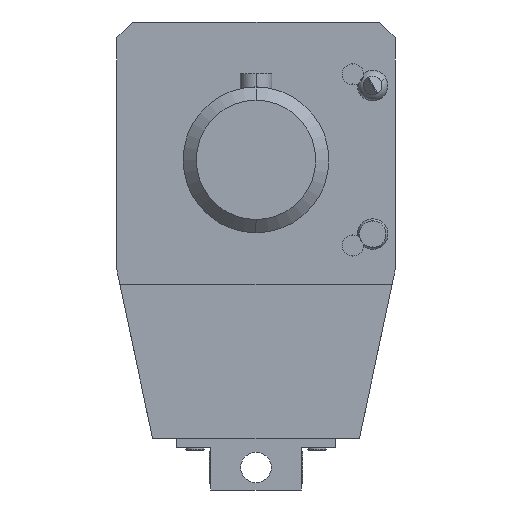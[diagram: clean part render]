
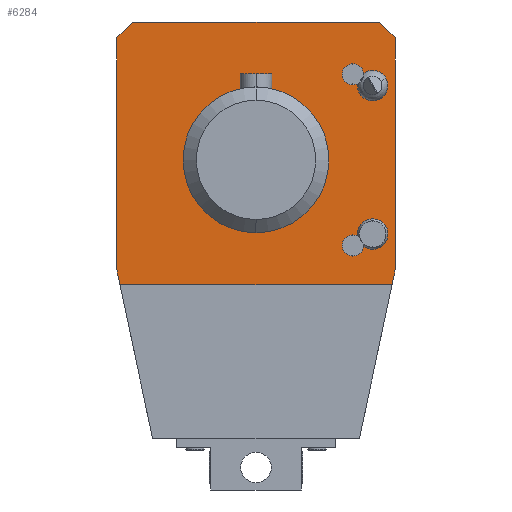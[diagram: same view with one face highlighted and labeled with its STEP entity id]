
A CAD part, left-side view. The second image highlights one B-rep face of the part: STEP entity #6284.
In plain terms, the highlighted planar face has unit normal (-1, 0, 0).
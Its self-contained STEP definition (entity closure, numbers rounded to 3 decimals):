
#356=DIRECTION('',(0.,0.707,0.707));
#357=VECTOR('',#356,8.485);
#358=CARTESIAN_POINT('',(-103.,-52.5,106.));
#359=LINE('',#358,#357);
#927=DIRECTION('',(0.,1.,0.));
#928=VECTOR('',#927,102.657);
#929=CARTESIAN_POINT('',(-103.,-51.328,13.));
#930=LINE('',#929,#928);
#931=DIRECTION('',(0.,0.208,0.978));
#932=VECTOR('',#931,5.636);
#933=CARTESIAN_POINT('',(-103.,51.328,13.));
#934=LINE('',#933,#932);
#935=DIRECTION('',(0.,0.,1.));
#936=VECTOR('',#935,87.487);
#937=CARTESIAN_POINT('',(-103.,52.5,18.513));
#938=LINE('',#937,#936);
#939=DIRECTION('',(0.,-1.,0.));
#940=VECTOR('',#939,93.);
#941=CARTESIAN_POINT('',(-103.,46.5,112.));
#942=LINE('',#941,#940);
#943=DIRECTION('',(0.,0.,-1.));
#944=VECTOR('',#943,87.487);
#945=CARTESIAN_POINT('',(-103.,-52.5,106.));
#946=LINE('',#945,#944);
#947=DIRECTION('',(0.,0.208,-0.978));
#948=VECTOR('',#947,5.636);
#949=CARTESIAN_POINT('',(-103.,-52.5,18.513));
#950=LINE('',#949,#948);
#951=CARTESIAN_POINT('',(-103.,0.,60.));
#952=DIRECTION('',(1.,0.,0.));
#953=DIRECTION('',(0.,0.,1.));
#954=AXIS2_PLACEMENT_3D('',#951,#952,#953);
#956=CARTESIAN_POINT('',(-103.,0.,60.));
#957=DIRECTION('',(1.,0.,0.));
#958=DIRECTION('',(0.,0.,-1.));
#959=AXIS2_PLACEMENT_3D('',#956,#957,#958);
#961=CARTESIAN_POINT('',(-103.,-44.,32.));
#962=DIRECTION('',(1.,0.,0.));
#963=DIRECTION('',(0.,1.,0.));
#964=AXIS2_PLACEMENT_3D('',#961,#962,#963);
#966=CARTESIAN_POINT('',(-103.,-44.,32.));
#967=DIRECTION('',(1.,0.,0.));
#968=DIRECTION('',(0.,-1.,0.));
#969=AXIS2_PLACEMENT_3D('',#966,#967,#968);
#971=CARTESIAN_POINT('',(-103.,-36.552,92.3));
#972=DIRECTION('',(1.,0.,0.));
#973=DIRECTION('',(0.,0.,-1.));
#974=AXIS2_PLACEMENT_3D('',#971,#972,#973);
#976=CARTESIAN_POINT('',(-103.,-36.552,92.3));
#977=DIRECTION('',(1.,0.,0.));
#978=DIRECTION('',(0.,0.,1.));
#979=AXIS2_PLACEMENT_3D('',#976,#977,#978);
#981=CARTESIAN_POINT('',(-103.,-36.552,27.7));
#982=DIRECTION('',(1.,0.,0.));
#983=DIRECTION('',(0.,0.,-1.));
#984=AXIS2_PLACEMENT_3D('',#981,#982,#983);
#986=CARTESIAN_POINT('',(-103.,-36.552,27.7));
#987=DIRECTION('',(1.,0.,0.));
#988=DIRECTION('',(0.,0.,1.));
#989=AXIS2_PLACEMENT_3D('',#986,#987,#988);
#991=CARTESIAN_POINT('',(-103.,-44.,88.));
#992=DIRECTION('',(1.,0.,0.));
#993=DIRECTION('',(0.,0.866,-0.5));
#994=AXIS2_PLACEMENT_3D('',#991,#992,#993);
#996=CARTESIAN_POINT('',(-103.,-44.,88.));
#997=DIRECTION('',(1.,0.,0.));
#998=DIRECTION('',(0.,-0.866,0.5));
#999=AXIS2_PLACEMENT_3D('',#996,#997,#998);
#1103=DIRECTION('',(0.,0.707,-0.707));
#1104=VECTOR('',#1103,8.485);
#1105=CARTESIAN_POINT('',(-103.,46.5,112.));
#1106=LINE('',#1105,#1104);
#4537=CARTESIAN_POINT('',(-103.,46.5,112.));
#4538=CARTESIAN_POINT('',(-103.,52.5,106.));
#4539=VERTEX_POINT('',#4537);
#4540=VERTEX_POINT('',#4538);
#4541=CARTESIAN_POINT('',(-103.,-52.5,106.));
#4542=CARTESIAN_POINT('',(-103.,-46.5,112.));
#4543=VERTEX_POINT('',#4541);
#4544=VERTEX_POINT('',#4542);
#4545=CARTESIAN_POINT('',(-103.,-51.328,13.));
#4546=CARTESIAN_POINT('',(-103.,51.328,13.));
#4547=VERTEX_POINT('',#4545);
#4548=VERTEX_POINT('',#4546);
#4557=CARTESIAN_POINT('',(-103.,52.5,18.513));
#4558=VERTEX_POINT('',#4557);
#4559=CARTESIAN_POINT('',(-103.,-52.5,18.513));
#4560=VERTEX_POINT('',#4559);
#4577=CARTESIAN_POINT('',(-103.,0.,85.));
#4578=CARTESIAN_POINT('',(-103.,0.,35.));
#4579=VERTEX_POINT('',#4577);
#4580=VERTEX_POINT('',#4578);
#4585=CARTESIAN_POINT('',(-103.,-38.246,32.));
#4586=CARTESIAN_POINT('',(-103.,-49.754,32.));
#4587=VERTEX_POINT('',#4585);
#4588=VERTEX_POINT('',#4586);
#4597=CARTESIAN_POINT('',(-103.,-36.552,90.3));
#4598=CARTESIAN_POINT('',(-103.,-36.552,94.3));
#4599=VERTEX_POINT('',#4597);
#4600=VERTEX_POINT('',#4598);
#4609=CARTESIAN_POINT('',(-103.,-36.552,25.7));
#4610=CARTESIAN_POINT('',(-103.,-36.552,29.7));
#4611=VERTEX_POINT('',#4609);
#4612=VERTEX_POINT('',#4610);
#4751=CARTESIAN_POINT('',(-103.,-39.019,85.124));
#4752=CARTESIAN_POINT('',(-103.,-48.981,90.876));
#4753=VERTEX_POINT('',#4751);
#4754=VERTEX_POINT('',#4752);
#6236=CARTESIAN_POINT('',(-103.,0.,60.));
#6237=DIRECTION('',(1.,0.,0.));
#6238=DIRECTION('',(0.,1.,0.));
#6239=AXIS2_PLACEMENT_3D('',#6236,#6237,#6238);
#6240=PLANE('',#6239);
#6241=ORIENTED_EDGE('',*,*,#6228,.T.);
#6242=ORIENTED_EDGE('',*,*,#5350,.T.);
#6244=ORIENTED_EDGE('',*,*,#6243,.T.);
#6246=ORIENTED_EDGE('',*,*,#6245,.F.);
#6248=ORIENTED_EDGE('',*,*,#6247,.T.);
#6249=ORIENTED_EDGE('',*,*,#5469,.F.);
#6250=ORIENTED_EDGE('',*,*,#5485,.T.);
#6251=ORIENTED_EDGE('',*,*,#5561,.T.);
#6252=EDGE_LOOP('',(#6241,#6242,#6244,#6246,#6248,#6249,#6250,#6251));
#6253=FACE_OUTER_BOUND('',#6252,.F.);
#6255=ORIENTED_EDGE('',*,*,#6254,.F.);
#6257=ORIENTED_EDGE('',*,*,#6256,.F.);
#6258=EDGE_LOOP('',(#6255,#6257));
#6259=FACE_BOUND('',#6258,.F.);
#6261=ORIENTED_EDGE('',*,*,#6260,.F.);
#6263=ORIENTED_EDGE('',*,*,#6262,.F.);
#6264=EDGE_LOOP('',(#6261,#6263));
#6265=FACE_BOUND('',#6264,.F.);
#6267=ORIENTED_EDGE('',*,*,#6266,.F.);
#6269=ORIENTED_EDGE('',*,*,#6268,.F.);
#6270=EDGE_LOOP('',(#6267,#6269));
#6271=FACE_BOUND('',#6270,.F.);
#6273=ORIENTED_EDGE('',*,*,#6272,.F.);
#6275=ORIENTED_EDGE('',*,*,#6274,.F.);
#6276=EDGE_LOOP('',(#6273,#6275));
#6277=FACE_BOUND('',#6276,.F.);
#6279=ORIENTED_EDGE('',*,*,#6278,.F.);
#6281=ORIENTED_EDGE('',*,*,#6280,.F.);
#6282=EDGE_LOOP('',(#6279,#6281));
#6283=FACE_BOUND('',#6282,.F.);
#6284=ADVANCED_FACE('',(#6253,#6259,#6265,#6271,#6277,#6283),#6240,.F.);
#955=CIRCLE('',#954,25.);
#960=CIRCLE('',#959,25.);
#965=CIRCLE('',#964,5.754);
#970=CIRCLE('',#969,5.754);
#975=CIRCLE('',#974,2.);
#980=CIRCLE('',#979,2.);
#985=CIRCLE('',#984,2.);
#990=CIRCLE('',#989,2.);
#995=CIRCLE('',#994,5.751);
#1000=CIRCLE('',#999,5.751);
#5350=EDGE_CURVE('',#4548,#4558,#934,.T.);
#5469=EDGE_CURVE('',#4543,#4544,#359,.T.);
#5485=EDGE_CURVE('',#4543,#4560,#946,.T.);
#5561=EDGE_CURVE('',#4560,#4547,#950,.T.);
#6228=EDGE_CURVE('',#4547,#4548,#930,.T.);
#6243=EDGE_CURVE('',#4558,#4540,#938,.T.);
#6245=EDGE_CURVE('',#4539,#4540,#1106,.T.);
#6247=EDGE_CURVE('',#4539,#4544,#942,.T.);
#6254=EDGE_CURVE('',#4579,#4580,#955,.T.);
#6256=EDGE_CURVE('',#4580,#4579,#960,.T.);
#6260=EDGE_CURVE('',#4587,#4588,#965,.T.);
#6262=EDGE_CURVE('',#4588,#4587,#970,.T.);
#6266=EDGE_CURVE('',#4599,#4600,#975,.T.);
#6268=EDGE_CURVE('',#4600,#4599,#980,.T.);
#6272=EDGE_CURVE('',#4611,#4612,#985,.T.);
#6274=EDGE_CURVE('',#4612,#4611,#990,.T.);
#6278=EDGE_CURVE('',#4753,#4754,#995,.T.);
#6280=EDGE_CURVE('',#4754,#4753,#1000,.T.);
